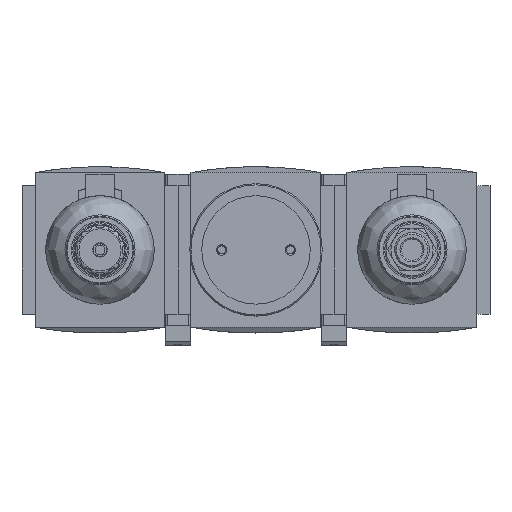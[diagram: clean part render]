
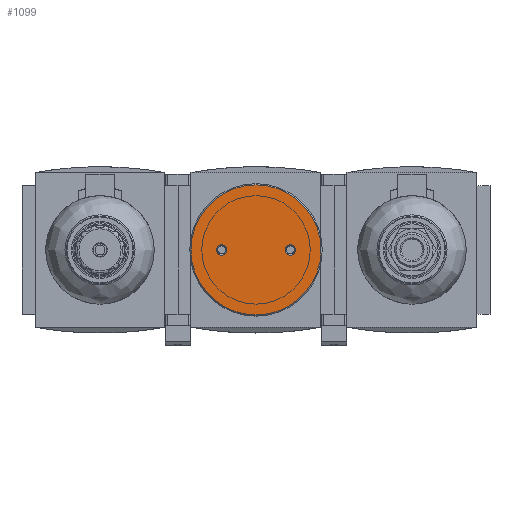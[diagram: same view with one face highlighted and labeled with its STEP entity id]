
A CAD part, front view. The second image highlights one B-rep face of the part: STEP entity #1099.
In plain terms, the highlighted planar face has unit normal (0, -1, 0).
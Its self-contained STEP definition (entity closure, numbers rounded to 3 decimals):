
#1099 = ADVANCED_FACE( '', ( #2996, #2997, #2998 ), #2999, .F. );
#2996 = FACE_BOUND( '', #5703, .T. );
#2997 = FACE_OUTER_BOUND( '', #5704, .T. );
#2998 = FACE_BOUND( '', #5705, .T. );
#2999 = PLANE( '', #5706 );
#5703 = EDGE_LOOP( '', ( #11686 ) );
#5704 = EDGE_LOOP( '', ( #11687 ) );
#5705 = EDGE_LOOP( '', ( #11688 ) );
#5706 = AXIS2_PLACEMENT_3D( '', #11689, #11690, #11691 );
#11686 = ORIENTED_EDGE( '', *, *, #18512, .F. );
#11687 = ORIENTED_EDGE( '', *, *, #18511, .T. );
#11688 = ORIENTED_EDGE( '', *, *, #18513, .F. );
#11689 = CARTESIAN_POINT( '', ( 26.25, -40., 0. ) );
#11690 = DIRECTION( '', ( 0., 1., 0. ) );
#11691 = DIRECTION( '', ( 0., 0., 1. ) );
#18511 = EDGE_CURVE( '', #22572, #22572, #22573, .T. );
#18512 = EDGE_CURVE( '', #22574, #22574, #22575, .F. );
#18513 = EDGE_CURVE( '', #22576, #22576, #22577, .T. );
#22572 = VERTEX_POINT( '', #29731 );
#22573 = CIRCLE( '', #29732, 26.25 );
#22574 = VERTEX_POINT( '', #29733 );
#22575 = CIRCLE( '', #29734, 2.1 );
#22576 = VERTEX_POINT( '', #29735 );
#22577 = CIRCLE( '', #29736, 2.1 );
#29731 = CARTESIAN_POINT( '', ( 0., -40., -26.25 ) );
#29732 = AXIS2_PLACEMENT_3D( '', #36648, #36649, #36650 );
#29733 = CARTESIAN_POINT( '', ( 13.9, -40., 2.1 ) );
#29734 = AXIS2_PLACEMENT_3D( '', #36651, #36652, #36653 );
#29735 = CARTESIAN_POINT( '', ( -13.9, -40., -2.1 ) );
#29736 = AXIS2_PLACEMENT_3D( '', #36654, #36655, #36656 );
#36648 = CARTESIAN_POINT( '', ( 0., -40., 0. ) );
#36649 = DIRECTION( '', ( 0., -1., 0. ) );
#36650 = DIRECTION( '', ( 0., 0., -1. ) );
#36651 = CARTESIAN_POINT( '', ( 13.9, -40., 0. ) );
#36652 = DIRECTION( '', ( 0., 1., 0. ) );
#36653 = DIRECTION( '', ( 0., 0., 1. ) );
#36654 = CARTESIAN_POINT( '', ( -13.9, -40., 0. ) );
#36655 = DIRECTION( '', ( 0., -1., 0. ) );
#36656 = DIRECTION( '', ( 0., 0., -1. ) );
